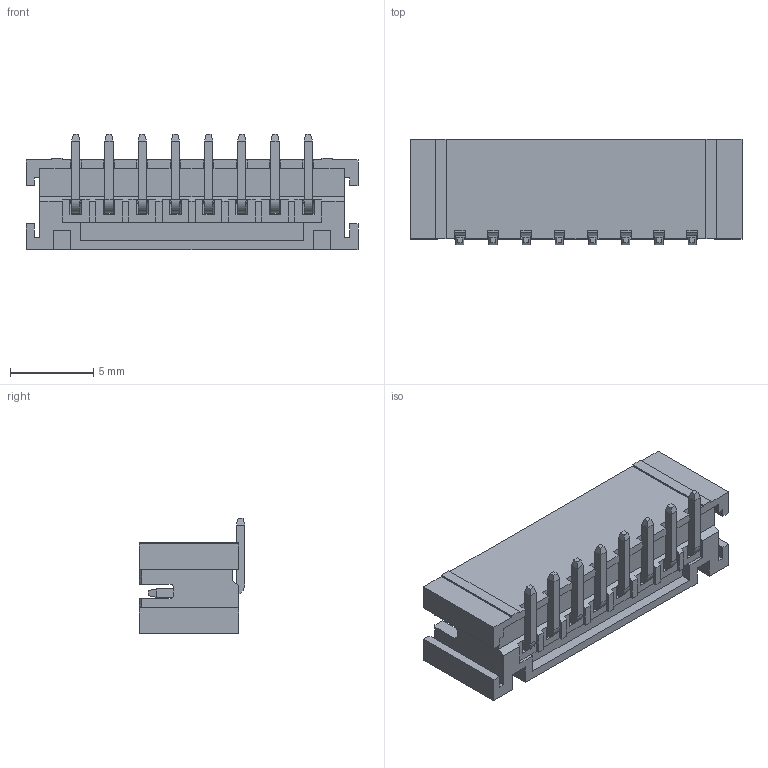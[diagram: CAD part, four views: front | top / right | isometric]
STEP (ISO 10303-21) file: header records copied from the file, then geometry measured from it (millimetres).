
FILE_DESCRIPTION( ('This file contains a STEP AP42 implementation' ,'as created by ZW3D STEP Interface translator.') ,'2;1' );
FILE_NAME( 'WF2001-WMXXXR1.stp' ,'23 418.164659', (''), ('ZWCAD Software Co.'), 'Version 1.0', 'ZW3D to STEP translator', '' );
FILE_SCHEMA(('AUTOMOTIVE_DESIGN { 1 0 10303 214 1 1 1 1 }'));
Length unit declared in the file: millimetre
Products named in the file (2): 0; WF2001-WMXXXR1
Bounding box: 20 x 6.35 x 6.94 mm (x, y, z)
Volume: 286.9 mm3; surface area: 959.2 mm2
Topology: 1 solids, 1 shells, 479 faces, 1233 edges, 766 vertices
Faces by surface type: plane 425, cylinder 42, sphere 12
Entity records: 14686 total; most frequent: CARTESIAN_POINT 2541, ORIENTED_EDGE 2462, DIRECTION 2292, EDGE_CURVE 1231, VECTOR 1098, LINE 1098, VERTEX_POINT 766, AXIS2_PLACEMENT_3D 597
